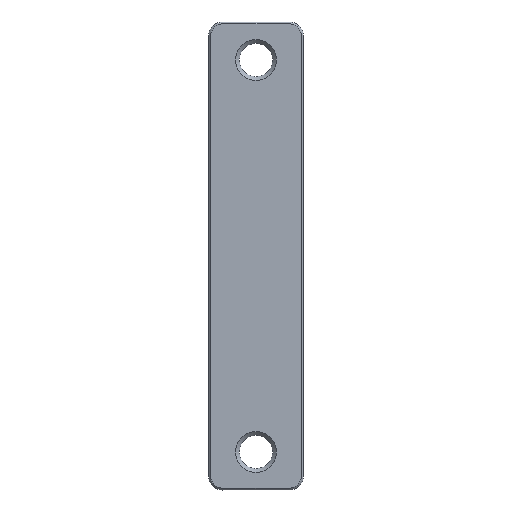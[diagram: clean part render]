
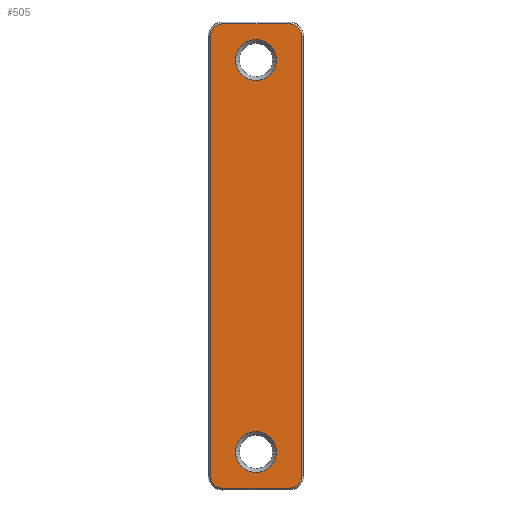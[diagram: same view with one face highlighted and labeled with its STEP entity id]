
A CAD part, left-side view. The second image highlights one B-rep face of the part: STEP entity #505.
In plain terms, the highlighted planar face has unit normal (-1, 0, 0).
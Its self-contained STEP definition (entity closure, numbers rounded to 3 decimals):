
#33=FACE_BOUND('',#70,.T.);
#34=FACE_BOUND('',#71,.T.);
#37=FACE_OUTER_BOUND('',#69,.T.);
#69=EDGE_LOOP('',(#343,#344,#345,#346,#347,#348,#349,#350));
#70=EDGE_LOOP('',(#351));
#71=EDGE_LOOP('',(#352));
#105=LINE('',#785,#151);
#106=LINE('',#789,#152);
#107=LINE('',#793,#153);
#108=LINE('',#796,#154);
#151=VECTOR('',#617,7.);
#152=VECTOR('',#620,46.25);
#153=VECTOR('',#623,7.);
#154=VECTOR('',#626,46.25);
#197=CIRCLE('',#552,1.3);
#198=CIRCLE('',#553,1.3);
#199=CIRCLE('',#554,1.3);
#200=CIRCLE('',#555,1.3);
#201=CIRCLE('',#556,2.15);
#202=CIRCLE('',#557,2.15);
#225=VERTEX_POINT('',#781);
#226=VERTEX_POINT('',#782);
#227=VERTEX_POINT('',#784);
#228=VERTEX_POINT('',#786);
#229=VERTEX_POINT('',#788);
#230=VERTEX_POINT('',#790);
#231=VERTEX_POINT('',#792);
#232=VERTEX_POINT('',#794);
#233=VERTEX_POINT('',#797);
#234=VERTEX_POINT('',#799);
#269=EDGE_CURVE('',#225,#226,#197,.T.);
#270=EDGE_CURVE('',#226,#227,#105,.T.);
#271=EDGE_CURVE('',#227,#228,#198,.T.);
#272=EDGE_CURVE('',#228,#229,#106,.T.);
#273=EDGE_CURVE('',#229,#230,#199,.T.);
#274=EDGE_CURVE('',#230,#231,#107,.T.);
#275=EDGE_CURVE('',#231,#232,#200,.T.);
#276=EDGE_CURVE('',#232,#225,#108,.T.);
#277=EDGE_CURVE('',#233,#233,#201,.T.);
#278=EDGE_CURVE('',#234,#234,#202,.T.);
#343=ORIENTED_EDGE('',*,*,#269,.T.);
#344=ORIENTED_EDGE('',*,*,#270,.T.);
#345=ORIENTED_EDGE('',*,*,#271,.T.);
#346=ORIENTED_EDGE('',*,*,#272,.T.);
#347=ORIENTED_EDGE('',*,*,#273,.T.);
#348=ORIENTED_EDGE('',*,*,#274,.T.);
#349=ORIENTED_EDGE('',*,*,#275,.T.);
#350=ORIENTED_EDGE('',*,*,#276,.T.);
#351=ORIENTED_EDGE('',*,*,#277,.T.);
#352=ORIENTED_EDGE('',*,*,#278,.T.);
#491=PLANE('',#551);
#505=ADVANCED_FACE('',(#37,#33,#34),#491,.F.);
#551=AXIS2_PLACEMENT_3D('',#780,#613,#614);
#552=AXIS2_PLACEMENT_3D('',#783,#615,#616);
#553=AXIS2_PLACEMENT_3D('',#787,#618,#619);
#554=AXIS2_PLACEMENT_3D('',#791,#621,#622);
#555=AXIS2_PLACEMENT_3D('',#795,#624,#625);
#556=AXIS2_PLACEMENT_3D('',#798,#627,#628);
#557=AXIS2_PLACEMENT_3D('',#800,#629,#630);
#613=DIRECTION('center_axis',(1.,0.,0.));
#614=DIRECTION('ref_axis',(0.,1.,0.));
#615=DIRECTION('center_axis',(-1.,0.,0.));
#616=DIRECTION('ref_axis',(0.,1.,0.));
#617=DIRECTION('',(0.,-1.,0.));
#618=DIRECTION('center_axis',(-1.,0.,0.));
#619=DIRECTION('ref_axis',(0.,0.,-1.));
#620=DIRECTION('',(0.,0.,1.));
#621=DIRECTION('center_axis',(-1.,0.,0.));
#622=DIRECTION('ref_axis',(0.,-1.,0.));
#623=DIRECTION('',(0.,1.,0.));
#624=DIRECTION('center_axis',(-1.,0.,0.));
#625=DIRECTION('ref_axis',(0.,0.,1.));
#626=DIRECTION('',(0.,0.,-1.));
#627=DIRECTION('center_axis',(1.,0.,0.));
#628=DIRECTION('ref_axis',(0.,-1.,0.));
#629=DIRECTION('center_axis',(1.,0.,0.));
#630=DIRECTION('ref_axis',(0.,-1.,0.));
#780=CARTESIAN_POINT('Origin',(-15.,0.,0.));
#781=CARTESIAN_POINT('',(-15.,4.8,-23.125));
#782=CARTESIAN_POINT('',(-15.,3.5,-24.425));
#783=CARTESIAN_POINT('Origin',(-15.,3.5,-23.125));
#784=CARTESIAN_POINT('',(-15.,-3.5,-24.425));
#785=CARTESIAN_POINT('',(-15.,3.5,-24.425));
#786=CARTESIAN_POINT('',(-15.,-4.8,-23.125));
#787=CARTESIAN_POINT('Origin',(-15.,-3.5,-23.125));
#788=CARTESIAN_POINT('',(-15.,-4.8,23.125));
#789=CARTESIAN_POINT('',(-15.,-4.8,-23.125));
#790=CARTESIAN_POINT('',(-15.,-3.5,24.425));
#791=CARTESIAN_POINT('Origin',(-15.,-3.5,23.125));
#792=CARTESIAN_POINT('',(-15.,3.5,24.425));
#793=CARTESIAN_POINT('',(-15.,-3.5,24.425));
#794=CARTESIAN_POINT('',(-15.,4.8,23.125));
#795=CARTESIAN_POINT('Origin',(-15.,3.5,23.125));
#796=CARTESIAN_POINT('',(-15.,4.8,23.125));
#797=CARTESIAN_POINT('',(-15.,0.,22.775));
#798=CARTESIAN_POINT('Origin',(-15.,0.,20.625));
#799=CARTESIAN_POINT('',(-15.,0.,-18.475));
#800=CARTESIAN_POINT('Origin',(-15.,0.,-20.625));
